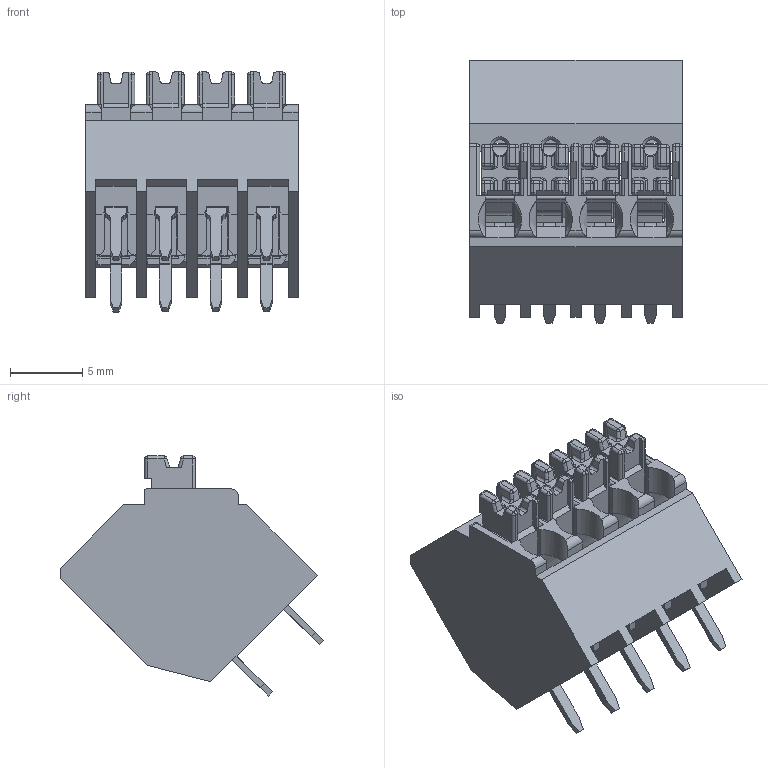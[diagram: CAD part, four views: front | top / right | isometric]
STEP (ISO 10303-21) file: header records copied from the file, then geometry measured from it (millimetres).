
FILE_DESCRIPTION(/* description */ ('Unknown'),/* implementation_level */ '2;1');
FILE_NAME(/* name */ '691410120004',/* time_stamp */ '2021-08-11T17:09:39+02:00',/* author */ ('Unknown'),/* organization */ ('Unknown'),/* preprocessor_version */ 'ST-DEVELOPER v16.7',/* originating_system */ 'Solid Edge',/* authorisation */ 'Unknown');
FILE_SCHEMA (('AUTOMOTIVE_DESIGN {1 0 10303 214 3 1 1}'));
Length unit declared in the file: millimetre
Products named in the file (5): 6914101200xx; 691410120004; 6914101200xx_SolderPin; 6914101000xx_SpringClamp; 6914101000xx_Lever
Assembly tree (13 placements, depth 2):
  6914101200xx
    691410120004
    6914101200xx_SolderPin  x4
    6914101000xx_SpringClamp  x4
    6914101000xx_Lever  x4
Bounding box: 14.7 x 18.18 x 16.59 mm (x, y, z)
Volume: 1069.3 mm3; surface area: 3650 mm2
Topology: 13 solids, 13 shells, 1519 faces, 4185 edges, 2619 vertices
Faces by surface type: plane 942, cylinder 436, sphere 65, bspline 56, torus 16, cone 4
Entity records: 22067 total; most frequent: CARTESIAN_POINT 4273, ORIENTED_EDGE 3800, DIRECTION 3532, EDGE_CURVE 1900, LINE 1534, VECTOR 1534, VERTEX_POINT 1215, AXIS2_PLACEMENT_3D 999
